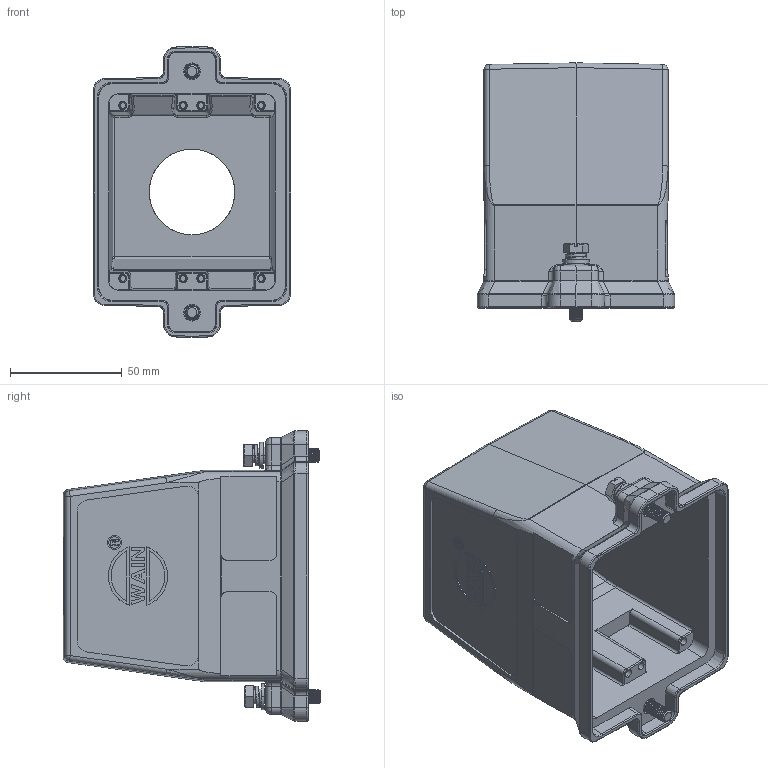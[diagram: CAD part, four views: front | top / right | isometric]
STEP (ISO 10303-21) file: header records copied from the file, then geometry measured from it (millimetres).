
FILE_DESCRIPTION((''),'2;1');
FILE_NAME('3D_1150324205006_HP32B-TEH-2S-M','2024-01-31T',('13001'),(''),'PRO/ENGINEER BY PARAMETRIC TECHNOLOGY CORPORATION, 2012480','PRO/ENGINEER BY PARAMETRIC TECHNOLOGY CORPORATION, 2012480','');
FILE_SCHEMA(('CONFIG_CONTROL_DESIGN'));
Length unit declared in the file: millimetre
Products named in the file (1): 3D_1150324205006_HP32B-TEH-2S-M
Bounding box: 88.3 x 115.45 x 130 mm (x, y, z)
Volume: 6.5 mm3; surface area: 88557 mm2
Topology: 3 solids, 4 shells, 935 faces, 2365 edges, 1483 vertices
Faces by surface type: plane 345, cylinder 290, bspline 126, cone 76, extrusion 44, torus 42, sphere 12
Entity records: 39902 total; most frequent: CARTESIAN_POINT 18775, ORIENTED_EDGE 4698, DIRECTION 3849, EDGE_CURVE 2353, VERTEX_POINT 1483, AXIS2_PLACEMENT_3D 1326, VECTOR 1197, LINE 1153
